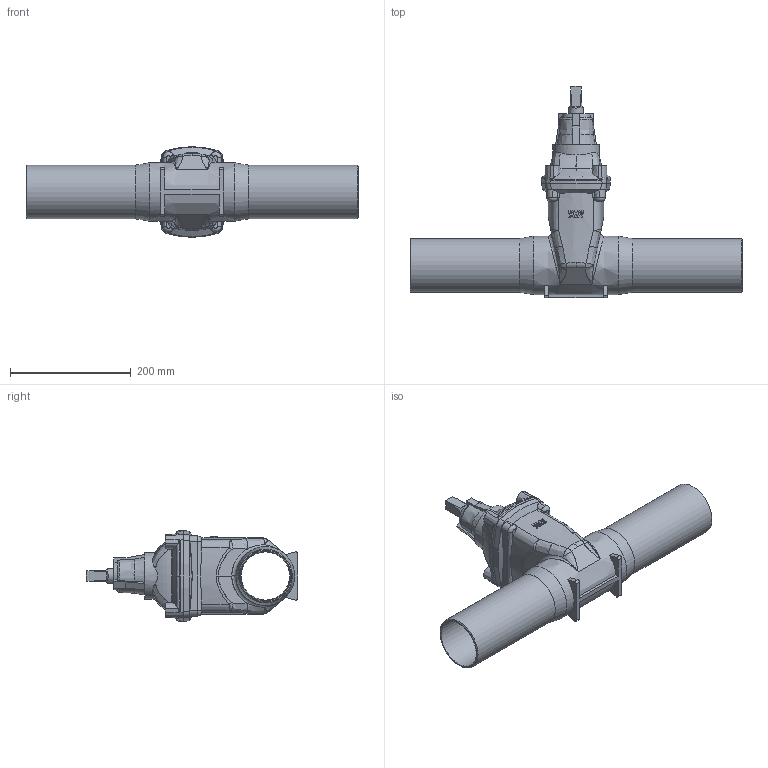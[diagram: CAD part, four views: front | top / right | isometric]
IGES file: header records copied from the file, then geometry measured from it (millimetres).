
Start section: SolidWorks IGES file using analytic representation for surfaces
Global section: file name: O_46_70_DN080_X1X_AA0_igs.igs; native system: SolidWorks 2012; preprocessor: SolidWorks 2012; author: pbm; date: 151217.133513; units: millimetre
Bounding box: 550 x 350.3 x 150 mm (x, y, z)
Surface area: 389596.8 mm2 (no closed solid volume)
Topology: 0 solids, 0 shells, 296 faces, 1662 edges, 1630 vertices
Faces by surface type: bspline 166, revolution 130
